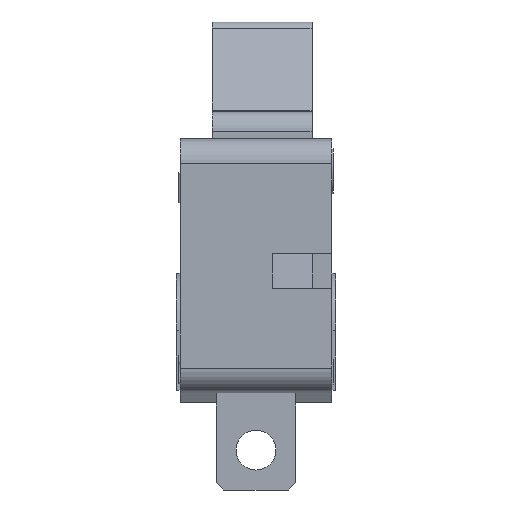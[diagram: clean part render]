
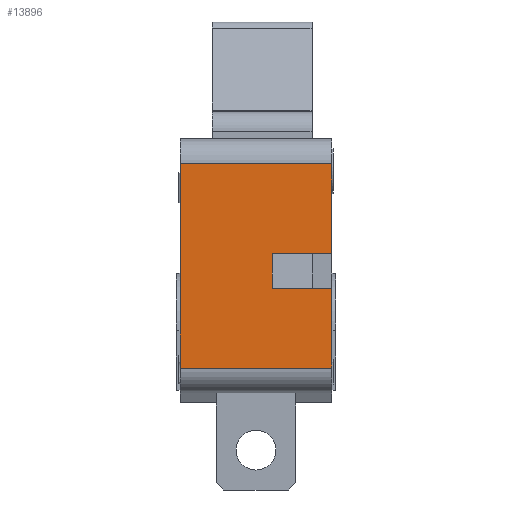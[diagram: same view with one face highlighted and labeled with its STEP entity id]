
A CAD part, left-side view. The second image highlights one B-rep face of the part: STEP entity #13896.
In plain terms, the highlighted planar face has unit normal (-1, 0, 0).
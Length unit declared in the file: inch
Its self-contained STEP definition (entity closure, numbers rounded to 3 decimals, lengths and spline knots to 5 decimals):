
#2111=CARTESIAN_POINT('',(-0.20079,-0.24016,0.12205));
#2112=VERTEX_POINT('',#2111);
#2119=CARTESIAN_POINT('',(-0.20079,-0.14567,0.12205));
#2120=VERTEX_POINT('',#2119);
#2121=CARTESIAN_POINT('',(-0.20079,-0.14567,0.12205));
#2122=DIRECTION('',(0.0,-1.0,0.0));
#2123=VECTOR('',#2122,0.09449);
#2124=LINE('',#2121,#2123);
#2125=EDGE_CURVE('',#2120,#2112,#2124,.T.);
#10439=CARTESIAN_POINT('',(-0.20079,-0.24016,0.06693));
#10440=VERTEX_POINT('',#10439);
#10447=CARTESIAN_POINT('',(-0.20079,-0.24016,-0.05906));
#10448=VERTEX_POINT('',#10447);
#10449=CARTESIAN_POINT('',(-0.20079,-0.24016,-0.05906));
#10450=DIRECTION('',(0.0,0.0,1.0));
#10451=VECTOR('',#10450,0.12598);
#10452=LINE('',#10449,#10451);
#10453=EDGE_CURVE('',#10448,#10440,#10452,.T.);
#10609=CARTESIAN_POINT('',(-0.20079,-0.24016,0.26378));
#10610=VERTEX_POINT('',#10609);
#10618=CARTESIAN_POINT('',(-0.20079,-0.24016,0.12205));
#10619=DIRECTION('',(0.0,0.0,1.0));
#10620=VECTOR('',#10619,0.14173);
#10621=LINE('',#10618,#10620);
#10622=EDGE_CURVE('',#2112,#10610,#10621,.T.);
#11308=CARTESIAN_POINT('',(-0.20079,-0.14567,0.06693));
#11309=VERTEX_POINT('',#11308);
#11318=CARTESIAN_POINT('',(-0.20079,-0.24016,0.06693));
#11319=DIRECTION('',(0.0,1.0,0.0));
#11320=VECTOR('',#11319,0.09449);
#11321=LINE('',#11318,#11320);
#11322=EDGE_CURVE('',#10440,#11309,#11321,.T.);
#12012=CARTESIAN_POINT('',(-0.20079,0.0,-0.05906));
#12013=VERTEX_POINT('',#12012);
#12021=CARTESIAN_POINT('',(-0.20079,0.0,0.26378));
#12022=VERTEX_POINT('',#12021);
#12023=CARTESIAN_POINT('',(-0.20079,0.0,0.26378));
#12024=DIRECTION('',(0.0,0.0,-1.0));
#12025=VECTOR('',#12024,0.32283);
#12026=LINE('',#12023,#12025);
#12027=EDGE_CURVE('',#12022,#12013,#12026,.T.);
#13860=CARTESIAN_POINT('',(-0.20079,-0.14567,0.06693));
#13861=DIRECTION('',(0.0,0.0,1.0));
#13862=VECTOR('',#13861,0.05512);
#13863=LINE('',#13860,#13862);
#13864=EDGE_CURVE('',#11309,#2120,#13863,.T.);
#13871=CARTESIAN_POINT('',(-0.20079,-0.25217,-0.0752));
#13872=DIRECTION('',(-1.0,0.0,0.0));
#13873=DIRECTION('',(0.0,0.0,1.0));
#13874=AXIS2_PLACEMENT_3D('',#13871,#13872,#13873);
#13875=PLANE('',#13874);
#13876=ORIENTED_EDGE('',*,*,#12027,.T.);
#13877=CARTESIAN_POINT('',(-0.20079,-0.24016,-0.05906));
#13878=DIRECTION('',(0.0,1.0,0.0));
#13879=VECTOR('',#13878,0.24016);
#13880=LINE('',#13877,#13879);
#13881=EDGE_CURVE('',#10448,#12013,#13880,.T.);
#13882=ORIENTED_EDGE('',*,*,#13881,.F.);
#13883=ORIENTED_EDGE('',*,*,#10453,.T.);
#13884=ORIENTED_EDGE('',*,*,#11322,.T.);
#13885=ORIENTED_EDGE('',*,*,#13864,.T.);
#13886=ORIENTED_EDGE('',*,*,#2125,.T.);
#13887=ORIENTED_EDGE('',*,*,#10622,.T.);
#13888=CARTESIAN_POINT('',(-0.20079,-0.24016,0.26378));
#13889=DIRECTION('',(0.0,1.0,0.0));
#13890=VECTOR('',#13889,0.24016);
#13891=LINE('',#13888,#13890);
#13892=EDGE_CURVE('',#10610,#12022,#13891,.T.);
#13893=ORIENTED_EDGE('',*,*,#13892,.T.);
#13894=EDGE_LOOP('',(#13876,#13882,#13883,#13884,#13885,#13886,#13887,#13893));
#13895=FACE_OUTER_BOUND('',#13894,.T.);
#13896=ADVANCED_FACE('',(#13895),#13875,.T.);
